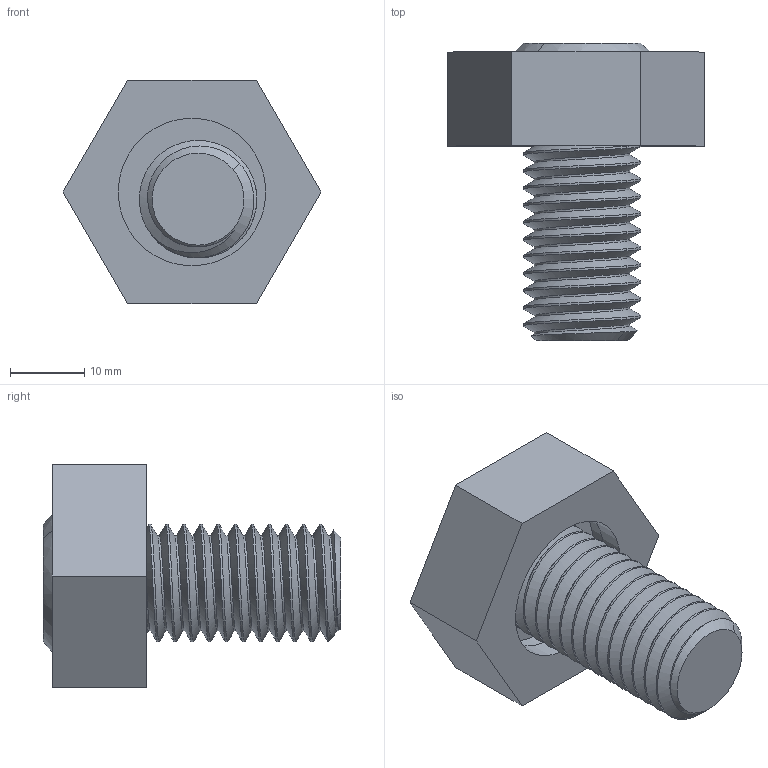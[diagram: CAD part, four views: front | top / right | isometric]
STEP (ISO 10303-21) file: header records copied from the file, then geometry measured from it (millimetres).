
FILE_DESCRIPTION (( 'STEP AP214' ), '1' );
FILE_NAME ('10210.STEP', '2023-10-03T15:56:32', ( '' ), ( '' ), 'SwSTEP 2.0', 'SolidWorks 2021', '' );
FILE_SCHEMA (( 'AUTOMOTIVE_DESIGN' ));
Length unit declared in the file: inch
Products named in the file (3): 10210; 10375_10375; 10592_10592
Assembly tree (2 placements, depth 2):
  10210
    10592_10592
    10375_10375
Bounding box: 34.83 x 40.16 x 30.16 mm (x, y, z)
Volume: 13069.6 mm3; surface area: 6806.9 mm2
Topology: 2 solids, 2 shells, 69 faces, 169 edges, 107 vertices
Faces by surface type: cylinder 33, plane 20, cone 11, bspline 3, sphere 2
Entity records: 5117 total; most frequent: CARTESIAN_POINT 3560, ORIENTED_EDGE 338, DIRECTION 264, EDGE_CURVE 169, VERTEX_POINT 107, AXIS2_PLACEMENT_3D 98, EDGE_LOOP 74, ADVANCED_FACE 69
